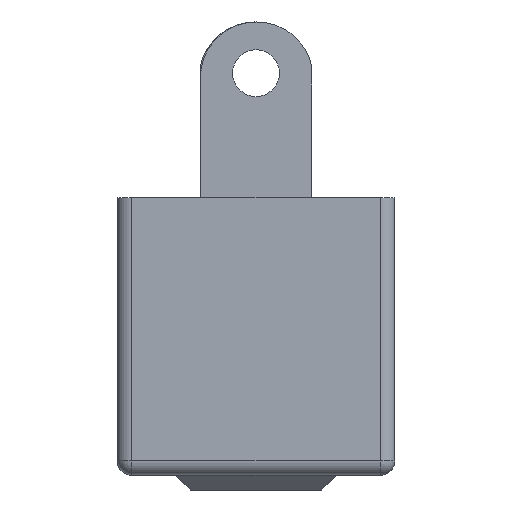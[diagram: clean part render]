
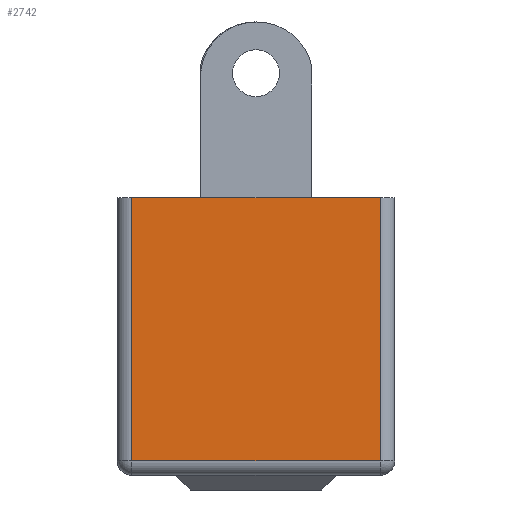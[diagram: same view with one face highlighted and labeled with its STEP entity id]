
A CAD part, left-side view. The second image highlights one B-rep face of the part: STEP entity #2742.
In plain terms, the highlighted planar face has unit normal (-1, 0, 0).
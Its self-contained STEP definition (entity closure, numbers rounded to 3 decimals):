
#76 = ORIENTED_EDGE ( 'NONE', *, *, #1095, .F. ) ;
#163 = VERTEX_POINT ( 'NONE', #1716 ) ;
#281 = ORIENTED_EDGE ( 'NONE', *, *, #859, .T. ) ;
#687 = DIRECTION ( 'NONE',  ( 0., 0., -1. ) ) ;
#699 = DIRECTION ( 'NONE',  ( 1., 0., 0. ) ) ;
#704 = CARTESIAN_POINT ( 'NONE',  ( -3.179, 28.658, 58.897 ) ) ;
#734 = LINE ( 'NONE', #1678, #1885 ) ;
#774 = AXIS2_PLACEMENT_3D ( 'NONE', #704, #699, #687 ) ;
#859 = EDGE_CURVE ( 'NONE', #2589, #2584, #734, .T. ) ;
#946 = CARTESIAN_POINT ( 'NONE',  ( -3.179, 29.658, 58.897 ) ) ;
#951 = CARTESIAN_POINT ( 'NONE',  ( -3.179, 29.658, 40.897 ) ) ;
#1020 = PLANE ( 'NONE',  #774 ) ;
#1095 = EDGE_CURVE ( 'NONE', #2589, #163, #2652, .T. ) ;
#1159 = LINE ( 'NONE', #946, #2486 ) ;
#1174 = DIRECTION ( 'NONE',  ( 0., -1., 0. ) ) ;
#1258 = VECTOR ( 'NONE', #2363, 1000. ) ;
#1335 = FACE_OUTER_BOUND ( 'NONE', #2389, .T. ) ;
#1397 = DIRECTION ( 'NONE',  ( 0., 0., -1. ) ) ;
#1678 = CARTESIAN_POINT ( 'NONE',  ( -3.179, 46.658, 58.897 ) ) ;
#1716 = CARTESIAN_POINT ( 'NONE',  ( -3.179, 29.658, 58.897 ) ) ;
#1885 = VECTOR ( 'NONE', #1397, 1000. ) ;
#1950 = LINE ( 'NONE', #2349, #1258 ) ;
#1952 = VECTOR ( 'NONE', #1174, 1000. ) ;
#2052 = EDGE_CURVE ( 'NONE', #2584, #3388, #1950, .T. ) ;
#2089 = EDGE_CURVE ( 'NONE', #3388, #163, #1159, .T. ) ;
#2276 = ORIENTED_EDGE ( 'NONE', *, *, #2052, .T. ) ;
#2349 = CARTESIAN_POINT ( 'NONE',  ( -3.179, 28.658, 40.897 ) ) ;
#2363 = DIRECTION ( 'NONE',  ( 0., -1., 0. ) ) ;
#2389 = EDGE_LOOP ( 'NONE', ( #76, #281, #2276, #2950 ) ) ;
#2486 = VECTOR ( 'NONE', #2877, 1000. ) ;
#2584 = VERTEX_POINT ( 'NONE', #2655 ) ;
#2589 = VERTEX_POINT ( 'NONE', #2644 ) ;
#2644 = CARTESIAN_POINT ( 'NONE',  ( -3.179, 46.658, 58.897 ) ) ;
#2652 = LINE ( 'NONE', #3335, #1952 ) ;
#2655 = CARTESIAN_POINT ( 'NONE',  ( -3.179, 46.658, 40.897 ) ) ;
#2742 = ADVANCED_FACE ( 'NONE', ( #1335 ), #1020, .F. ) ;
#2877 = DIRECTION ( 'NONE',  ( 0., 0., 1. ) ) ;
#2950 = ORIENTED_EDGE ( 'NONE', *, *, #2089, .T. ) ;
#3335 = CARTESIAN_POINT ( 'NONE',  ( -3.179, 28.658, 58.897 ) ) ;
#3388 = VERTEX_POINT ( 'NONE', #951 ) ;
